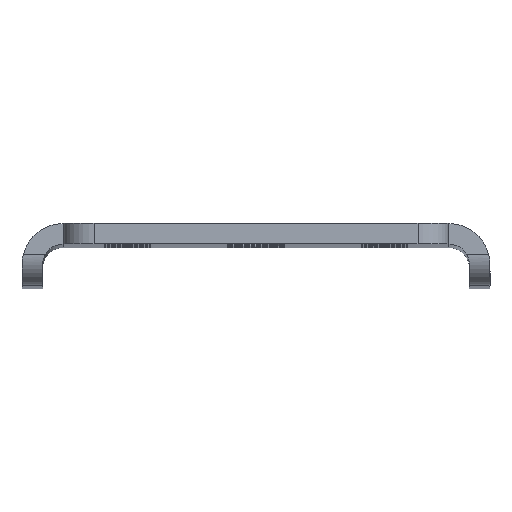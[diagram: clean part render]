
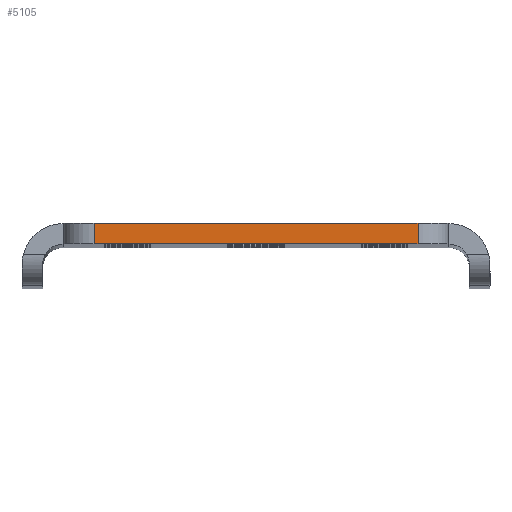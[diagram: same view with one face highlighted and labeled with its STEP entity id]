
A CAD part, top view. The second image highlights one B-rep face of the part: STEP entity #5105.
In plain terms, the highlighted planar face has unit normal (0, 0, 1).
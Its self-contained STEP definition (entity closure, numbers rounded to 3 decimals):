
#53 = DIRECTION ( 'NONE',  ( 1., 0., 0. ) ) ;
#165 = EDGE_LOOP ( 'NONE', ( #1122, #1755, #1251, #4428 ) ) ;
#408 = DIRECTION ( 'NONE',  ( 0., 0., 1. ) ) ;
#499 = DIRECTION ( 'NONE',  ( 0., -1., 0. ) ) ;
#500 = CARTESIAN_POINT ( 'NONE',  ( 31.5, 0., 230.5 ) ) ;
#751 = FACE_OUTER_BOUND ( 'NONE', #165, .T. ) ;
#778 = CARTESIAN_POINT ( 'NONE',  ( 45.5, -4., 230.5 ) ) ;
#923 = LINE ( 'NONE', #500, #4857 ) ;
#1066 = LINE ( 'NONE', #2455, #3965 ) ;
#1073 = CARTESIAN_POINT ( 'NONE',  ( -31.5, -4., 230.5 ) ) ;
#1122 = ORIENTED_EDGE ( 'NONE', *, *, #1265, .F. ) ;
#1251 = ORIENTED_EDGE ( 'NONE', *, *, #1473, .T. ) ;
#1265 = EDGE_CURVE ( 'NONE', #2189, #3515, #1066, .T. ) ;
#1473 = EDGE_CURVE ( 'NONE', #2519, #4646, #2201, .T. ) ;
#1755 = ORIENTED_EDGE ( 'NONE', *, *, #4828, .T. ) ;
#2189 = VERTEX_POINT ( 'NONE', #2987 ) ;
#2201 = LINE ( 'NONE', #2737, #3046 ) ;
#2321 = CARTESIAN_POINT ( 'NONE',  ( -31.5, -4., 230.5 ) ) ;
#2455 = CARTESIAN_POINT ( 'NONE',  ( 45.5, 0., 230.5 ) ) ;
#2519 = VERTEX_POINT ( 'NONE', #1073 ) ;
#2634 = DIRECTION ( 'NONE',  ( 0., 1., 0. ) ) ;
#2737 = CARTESIAN_POINT ( 'NONE',  ( 45.5, -4., 230.5 ) ) ;
#2987 = CARTESIAN_POINT ( 'NONE',  ( -31.5, 0., 230.5 ) ) ;
#3046 = VECTOR ( 'NONE', #53, 1000. ) ;
#3493 = VECTOR ( 'NONE', #499, 1000. ) ;
#3515 = VERTEX_POINT ( 'NONE', #4310 ) ;
#3551 = LINE ( 'NONE', #2321, #3493 ) ;
#3965 = VECTOR ( 'NONE', #4150, 1000. ) ;
#4094 = EDGE_CURVE ( 'NONE', #4646, #3515, #923, .T. ) ;
#4133 = AXIS2_PLACEMENT_3D ( 'NONE', #778, #408, #5629 ) ;
#4150 = DIRECTION ( 'NONE',  ( 1., 0., 0. ) ) ;
#4310 = CARTESIAN_POINT ( 'NONE',  ( 31.5, 0., 230.5 ) ) ;
#4428 = ORIENTED_EDGE ( 'NONE', *, *, #4094, .T. ) ;
#4646 = VERTEX_POINT ( 'NONE', #4816 ) ;
#4816 = CARTESIAN_POINT ( 'NONE',  ( 31.5, -4., 230.5 ) ) ;
#4828 = EDGE_CURVE ( 'NONE', #2189, #2519, #3551, .T. ) ;
#4857 = VECTOR ( 'NONE', #2634, 1000. ) ;
#5105 = ADVANCED_FACE ( 'NONE', ( #751 ), #5542, .T. ) ;
#5542 = PLANE ( 'NONE',  #4133 ) ;
#5629 = DIRECTION ( 'NONE',  ( 1., 0., 0. ) ) ;
